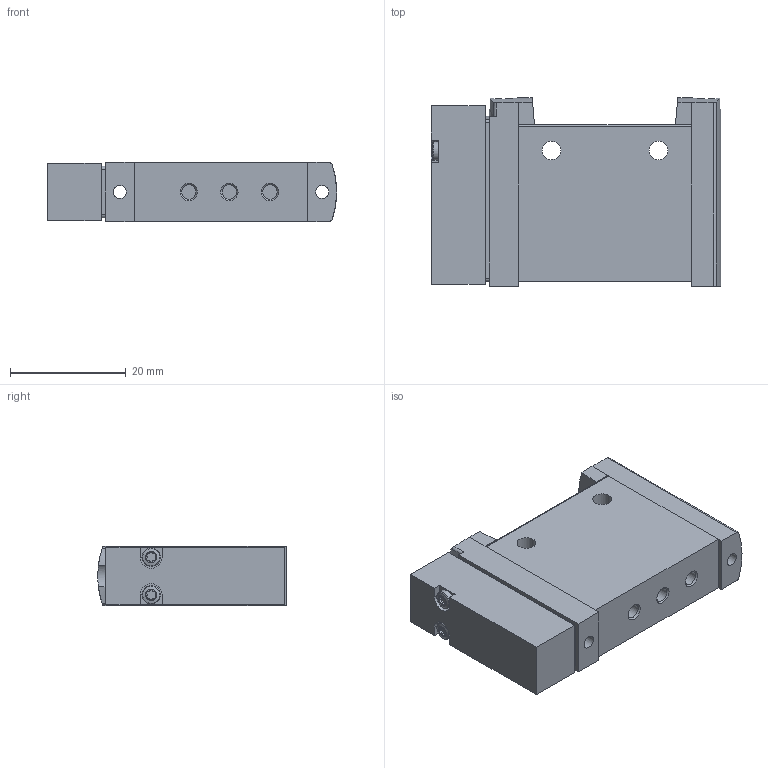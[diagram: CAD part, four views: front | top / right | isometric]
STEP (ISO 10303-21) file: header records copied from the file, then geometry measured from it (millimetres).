
FILE_DESCRIPTION(/* description */ ('STEP AP214'),/* implementation_level */ '2;1');
FILE_NAME(/* name */ '573795_VUWG-L10A-M52-R-M3',/* time_stamp */ '2024-09-17T21:27:50+02:00',/* author */ ('License CC BY-ND 4.0'),/* organization */ ('CADENAS'),/* preprocessor_version */ 'ST-DEVELOPER v19.3',/* originating_system */ 'PARTsolutions',/* authorisation */ ' ');
FILE_SCHEMA (('AUTOMOTIVE_DESIGN {1 0 10303 214 3 1 1}'));
Length unit declared in the file: millimetre
Products named in the file (2): 573795 VUWG-L10A-M52-R-M3; 571755 VUWG-L10A-M52-R-M3---(G)
Assembly tree (1 placements, depth 2):
  573795 VUWG-L10A-M52-R-M3
    571755 VUWG-L10A-M52-R-M3---(G)
Bounding box: 49.9 x 32.5 x 10.25 mm (x, y, z)
Volume: 13713.6 mm3; surface area: 6093.8 mm2
Topology: 1 solids, 1 shells, 229 faces, 611 edges, 398 vertices
Faces by surface type: plane 111, cylinder 103, cone 9, torus 4, sphere 2
Full cylindrical faces by diameter (mm): 2.459 x5, 3.2 x4, 4.134 x1
Entity records: 7124 total; most frequent: DIRECTION 1291, CARTESIAN_POINT 1250, ORIENTED_EDGE 1162, EDGE_CURVE 581, AXIS2_PLACEMENT_3D 487, VERTEX_POINT 394, LINE 317, VECTOR 317
